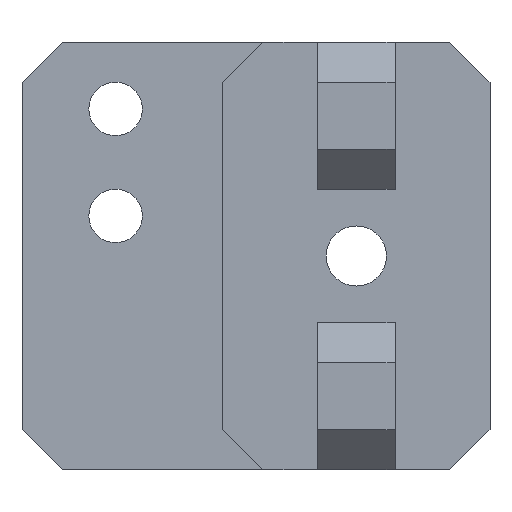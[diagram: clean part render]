
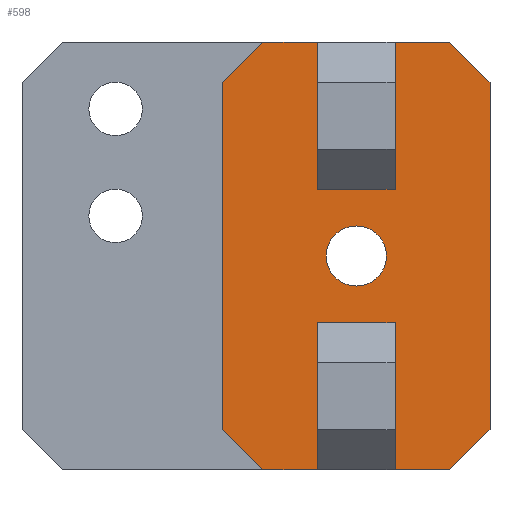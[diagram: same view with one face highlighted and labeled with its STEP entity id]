
A CAD part, front view. The second image highlights one B-rep face of the part: STEP entity #598.
In plain terms, the highlighted planar face has unit normal (0, -1, 0).
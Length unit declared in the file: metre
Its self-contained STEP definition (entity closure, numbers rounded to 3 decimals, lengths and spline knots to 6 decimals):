
#14=CIRCLE('',#643,0.00225);
#32=LINE('',#856,#107);
#39=LINE('',#871,#114);
#45=LINE('',#890,#120);
#50=LINE('',#899,#125);
#52=LINE('',#903,#127);
#53=LINE('',#906,#128);
#54=LINE('',#908,#129);
#55=LINE('',#909,#130);
#56=LINE('',#910,#131);
#57=LINE('',#912,#132);
#58=LINE('',#914,#133);
#59=LINE('',#916,#134);
#60=LINE('',#918,#135);
#61=LINE('',#919,#136);
#62=LINE('',#920,#137);
#63=LINE('',#922,#138);
#107=VECTOR('',#695,1.);
#114=VECTOR('',#706,1.);
#120=VECTOR('',#720,1.);
#125=VECTOR('',#729,1.);
#127=VECTOR('',#733,1.);
#128=VECTOR('',#734,1.);
#129=VECTOR('',#735,1.);
#130=VECTOR('',#736,1.);
#131=VECTOR('',#737,1.);
#132=VECTOR('',#738,1.);
#133=VECTOR('',#739,1.);
#134=VECTOR('',#740,1.);
#135=VECTOR('',#741,1.);
#136=VECTOR('',#742,1.);
#137=VECTOR('',#743,1.);
#138=VECTOR('',#744,1.);
#211=ORIENTED_EDGE('',*,*,#372,.F.);
#212=ORIENTED_EDGE('',*,*,#373,.T.);
#213=ORIENTED_EDGE('',*,*,#374,.T.);
#214=ORIENTED_EDGE('',*,*,#370,.T.);
#215=ORIENTED_EDGE('',*,*,#375,.T.);
#216=ORIENTED_EDGE('',*,*,#350,.F.);
#217=ORIENTED_EDGE('',*,*,#376,.T.);
#218=ORIENTED_EDGE('',*,*,#377,.T.);
#219=ORIENTED_EDGE('',*,*,#378,.T.);
#220=ORIENTED_EDGE('',*,*,#379,.T.);
#221=ORIENTED_EDGE('',*,*,#380,.F.);
#222=ORIENTED_EDGE('',*,*,#365,.F.);
#223=ORIENTED_EDGE('',*,*,#381,.F.);
#224=ORIENTED_EDGE('',*,*,#357,.T.);
#225=ORIENTED_EDGE('',*,*,#382,.F.);
#226=ORIENTED_EDGE('',*,*,#383,.T.);
#227=ORIENTED_EDGE('',*,*,#362,.T.);
#350=EDGE_CURVE('',#432,#433,#32,.T.);
#357=EDGE_CURVE('',#438,#439,#39,.T.);
#362=EDGE_CURVE('',#443,#443,#14,.F.);
#365=EDGE_CURVE('',#446,#447,#45,.T.);
#370=EDGE_CURVE('',#449,#448,#50,.T.);
#372=EDGE_CURVE('',#450,#451,#52,.T.);
#373=EDGE_CURVE('',#450,#452,#53,.F.);
#374=EDGE_CURVE('',#452,#449,#54,.T.);
#375=EDGE_CURVE('',#448,#433,#55,.T.);
#376=EDGE_CURVE('',#432,#453,#56,.T.);
#377=EDGE_CURVE('',#453,#454,#57,.F.);
#378=EDGE_CURVE('',#454,#455,#58,.T.);
#379=EDGE_CURVE('',#455,#456,#59,.T.);
#380=EDGE_CURVE('',#447,#456,#60,.T.);
#381=EDGE_CURVE('',#438,#446,#61,.T.);
#382=EDGE_CURVE('',#457,#439,#62,.T.);
#383=EDGE_CURVE('',#457,#451,#63,.T.);
#432=VERTEX_POINT('',#857);
#433=VERTEX_POINT('',#858);
#438=VERTEX_POINT('',#872);
#439=VERTEX_POINT('',#873);
#443=VERTEX_POINT('',#883);
#446=VERTEX_POINT('',#889);
#447=VERTEX_POINT('',#891);
#448=VERTEX_POINT('',#898);
#449=VERTEX_POINT('',#900);
#450=VERTEX_POINT('',#904);
#451=VERTEX_POINT('',#905);
#452=VERTEX_POINT('',#907);
#453=VERTEX_POINT('',#911);
#454=VERTEX_POINT('',#913);
#455=VERTEX_POINT('',#915);
#456=VERTEX_POINT('',#917);
#457=VERTEX_POINT('',#921);
#489=EDGE_LOOP('',(#211,#212,#213,#214,#215,#216,#217,#218,#219,#220,#221,
#222,#223,#224,#225,#226));
#490=EDGE_LOOP('',(#227));
#530=FACE_BOUND('',#489,.T.);
#531=FACE_BOUND('',#490,.T.);
#568=PLANE('',#647);
#598=ADVANCED_FACE('',(#530,#531),#568,.T.);
#643=AXIS2_PLACEMENT_3D('',#882,#714,#715);
#647=AXIS2_PLACEMENT_3D('',#902,#731,#732);
#695=DIRECTION('',(0.,0.,-1.));
#706=DIRECTION('',(0.,0.,-1.));
#714=DIRECTION('',(0.,-1.,0.));
#715=DIRECTION('',(0.,0.,-1.));
#720=DIRECTION('',(0.,0.,-1.));
#729=DIRECTION('',(0.,0.,-1.));
#731=DIRECTION('',(0.,-1.,0.));
#732=DIRECTION('',(0.,0.,-1.));
#733=DIRECTION('',(0.,0.,-1.));
#734=DIRECTION('',(0.707,0.,-0.707));
#735=DIRECTION('',(-1.,0.,0.));
#736=DIRECTION('',(-1.,0.,0.));
#737=DIRECTION('',(-1.,0.,0.));
#738=DIRECTION('',(0.707,0.,0.707));
#739=DIRECTION('',(0.,0.,-1.));
#740=DIRECTION('',(0.707,0.,-0.707));
#741=DIRECTION('',(-1.,0.,0.));
#742=DIRECTION('',(-1.,0.,0.));
#743=DIRECTION('',(-1.,0.,0.));
#744=DIRECTION('',(0.707,0.,0.707));
#856=CARTESIAN_POINT('',(-0.0329,0.022,0.032));
#857=CARTESIAN_POINT('',(-0.0329,0.022,0.032));
#858=CARTESIAN_POINT('',(-0.0329,0.022,0.021));
#871=CARTESIAN_POINT('',(-0.0271,0.022,0.032));
#872=CARTESIAN_POINT('',(-0.0271,0.022,0.011));
#873=CARTESIAN_POINT('',(-0.0271,0.022,0.));
#882=CARTESIAN_POINT('',(-0.03,0.022,0.016));
#883=CARTESIAN_POINT('',(-0.03,0.022,0.01375));
#889=CARTESIAN_POINT('',(-0.0329,0.022,0.011));
#890=CARTESIAN_POINT('',(-0.0329,0.022,0.032));
#891=CARTESIAN_POINT('',(-0.0329,0.022,0.));
#898=CARTESIAN_POINT('',(-0.0271,0.022,0.021));
#899=CARTESIAN_POINT('',(-0.0271,0.022,0.032));
#900=CARTESIAN_POINT('',(-0.0271,0.022,0.032));
#902=CARTESIAN_POINT('',(-0.02355,0.022,0.032));
#903=CARTESIAN_POINT('',(-0.02,0.022,0.032));
#904=CARTESIAN_POINT('',(-0.02,0.022,0.029));
#905=CARTESIAN_POINT('',(-0.02,0.022,0.003));
#906=CARTESIAN_POINT('',(-0.023275,0.022,0.032275));
#907=CARTESIAN_POINT('',(-0.023,0.022,0.032));
#908=CARTESIAN_POINT('',(-0.02355,0.022,0.032));
#909=CARTESIAN_POINT('',(-0.03,0.022,0.021));
#910=CARTESIAN_POINT('',(-0.03645,0.022,0.032));
#911=CARTESIAN_POINT('',(-0.037,0.022,0.032));
#912=CARTESIAN_POINT('',(-0.030275,0.022,0.038725));
#913=CARTESIAN_POINT('',(-0.04,0.022,0.029));
#914=CARTESIAN_POINT('',(-0.04,0.022,0.032));
#915=CARTESIAN_POINT('',(-0.04,0.022,0.003));
#916=CARTESIAN_POINT('',(-0.046275,0.022,0.009275));
#917=CARTESIAN_POINT('',(-0.037,0.022,0.));
#918=CARTESIAN_POINT('',(-0.03645,0.022,0.));
#919=CARTESIAN_POINT('',(-0.03,0.022,0.011));
#920=CARTESIAN_POINT('',(-0.02355,0.022,0.));
#921=CARTESIAN_POINT('',(-0.023,0.022,0.));
#922=CARTESIAN_POINT('',(-0.007275,0.022,0.015725));
